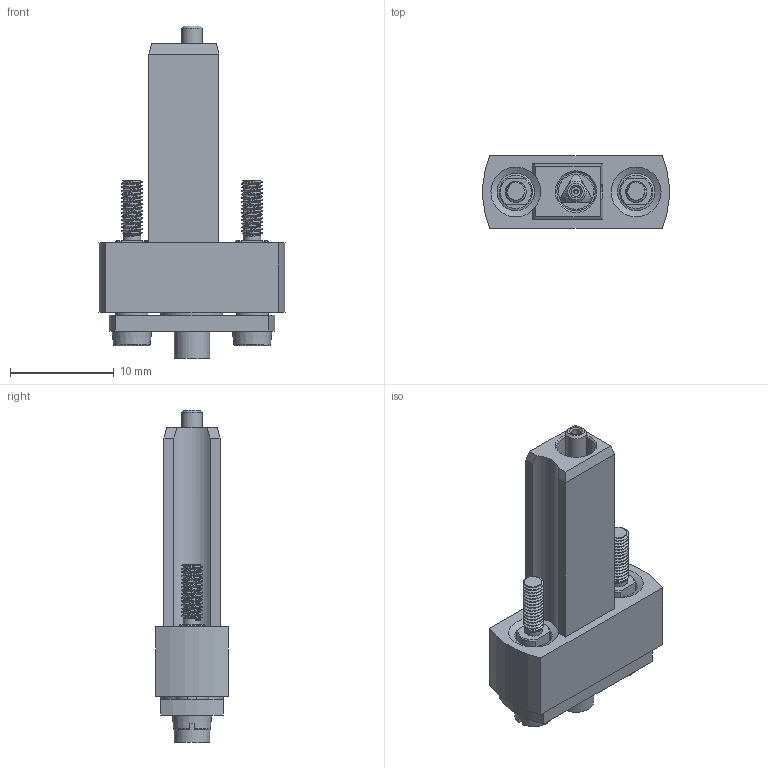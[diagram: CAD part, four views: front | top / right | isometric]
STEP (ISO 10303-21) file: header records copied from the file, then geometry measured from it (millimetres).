
FILE_DESCRIPTION (( 'STEP AP214' ), '1' );
FILE_NAME ('MOD-1116970-HF77-0002BG01-2.STEP', '2023-06-26T12:24:27', ( '' ), ( '' ), 'SwSTEP 2.0', 'SolidWorks 2020', '' );
FILE_SCHEMA (( 'AUTOMOTIVE_DESIGN' ));
Length unit declared in the file: millimetre
Products named in the file (1): MOD-1116970-HF77-0002BG01-2
Bounding box: 17.94 x 7 x 32 mm (x, y, z)
Volume: 1634.7 mm3; surface area: 2030 mm2
Topology: 7 solids, 7 shells, 186 faces, 458 edges, 293 vertices
Faces by surface type: plane 97, cylinder 46, cone 26, torus 10, bspline 6, sphere 1
Full cylindrical faces by diameter (mm): 0.31 x1, 0.45 x1, 0.92 x1, 1.05 x1, 1.6 x2, 1.7 x2, 2 x3, 2.05 x2, 2.12 x1, 2.18 x1, 2.2 x2, 2.45 x2, 2.719 x1, 2.8 x1, 3.2 x4, 3.4 x3, 3.6 x2, 3.7 x1, 3.75 x1, 6 x1
Entity records: 11195 total; most frequent: CARTESIAN_POINT 5143, DIRECTION 834, ORIENTED_EDGE 740, EDGE_CURVE 370, AXIS2_PLACEMENT_3D 343, EDGE_LOOP 266, VERTEX_POINT 262, FACE_OUTER_BOUND 222
